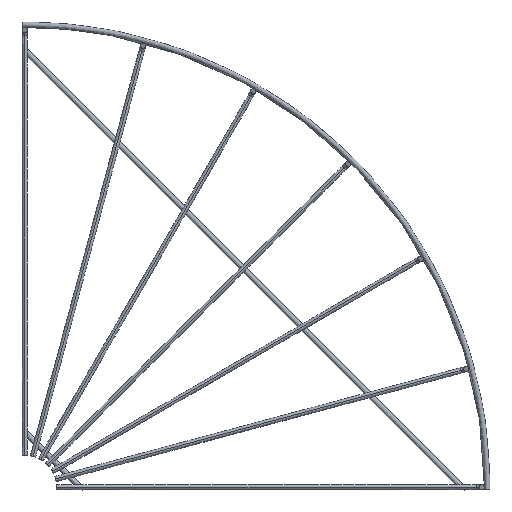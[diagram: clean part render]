
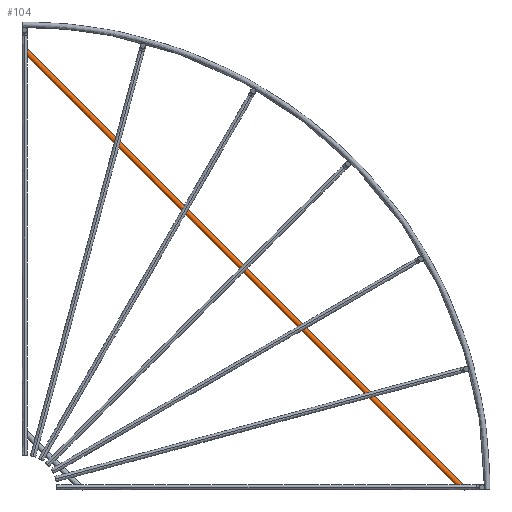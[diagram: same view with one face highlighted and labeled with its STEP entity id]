
A CAD part, top view. The second image highlights one B-rep face of the part: STEP entity #104.
In plain terms, the highlighted free-form (B-spline) face has degree [2, 1] with [5, 2] control points.
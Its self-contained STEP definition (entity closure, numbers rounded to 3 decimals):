
#104=ADVANCED_FACE('',(#176),#904,.T.);
#176=FACE_OUTER_BOUND('',#248,.T.);
#248=EDGE_LOOP('',(#471,#472,#473,#474,#475,#476));
#471=ORIENTED_EDGE('',*,*,#625,.T.);
#472=ORIENTED_EDGE('',*,*,#626,.T.);
#473=ORIENTED_EDGE('',*,*,#627,.T.);
#474=ORIENTED_EDGE('',*,*,#622,.T.);
#475=ORIENTED_EDGE('',*,*,#619,.T.);
#476=ORIENTED_EDGE('',*,*,#628,.F.);
#619=EDGE_CURVE('',#837,#839,#665,.T.);
#622=EDGE_CURVE('',#841,#837,#668,.T.);
#625=EDGE_CURVE('',#843,#844,#671,.T.);
#626=EDGE_CURVE('',#844,#838,#672,.T.);
#627=EDGE_CURVE('',#838,#841,#765,.T.);
#628=EDGE_CURVE('',#843,#839,#766,.T.);
#665=B_SPLINE_CURVE_WITH_KNOTS('',3,(#3091,#3092,#3093,#3094,#3095,#3096,
#3097,#3098,#3099,#3100,#3101,#3102,#3103,#3104),.UNSPECIFIED.,.F.,.F.,
(4,2,2,2,2,2,4),(0.,1.106,2.21,2.78,
3.349,3.925,4.502),.UNSPECIFIED.);
#668=B_SPLINE_CURVE_WITH_KNOTS('',3,(#3131,#3132,#3133,#3134,#3135,#3136,
#3137,#3138,#3139,#3140,#3141,#3142),.UNSPECIFIED.,.F.,.F.,(4,2,2,2,2,4),
(13.513,14.113,14.664,15.803,16.911,
18.021),.UNSPECIFIED.);
#671=B_SPLINE_CURVE_WITH_KNOTS('',3,(#3169,#3170,#3171,#3172,#3173,#3174,
#3175,#3176,#3177,#3178,#3179,#3180,#3181,#3182),.UNSPECIFIED.,.F.,.F.,
(4,2,2,2,2,2,4),(13.519,14.096,14.672,15.242,
15.811,16.916,18.021),.UNSPECIFIED.);
#672=B_SPLINE_CURVE_WITH_KNOTS('',3,(#3183,#3184,#3185,#3186,#3187,#3188,
#3189,#3190,#3191,#3192,#3193,#3194),.UNSPECIFIED.,.F.,.F.,(4,2,2,2,2,4),
(18.021,19.131,20.239,21.378,21.929,
22.53),.UNSPECIFIED.);
#765=(
BOUNDED_CURVE()
B_SPLINE_CURVE(1,(#3195,#3196),.UNSPECIFIED.,.F.,.F.)
B_SPLINE_CURVE_WITH_KNOTS((2,2),(-0.973,543.037),
 .UNSPECIFIED.)
CURVE()
GEOMETRIC_REPRESENTATION_ITEM()
RATIONAL_B_SPLINE_CURVE((1.,1.))
REPRESENTATION_ITEM('')
);
#766=(
BOUNDED_CURVE()
B_SPLINE_CURVE(1,(#3197,#3198),.UNSPECIFIED.,.F.,.F.)
B_SPLINE_CURVE_WITH_KNOTS((2,2),(-5.673,547.737),
 .UNSPECIFIED.)
CURVE()
GEOMETRIC_REPRESENTATION_ITEM()
RATIONAL_B_SPLINE_CURVE((1.,1.))
REPRESENTATION_ITEM('')
);
#837=VERTEX_POINT('',#3083);
#838=VERTEX_POINT('',#3084);
#839=VERTEX_POINT('',#3085);
#841=VERTEX_POINT('',#3087);
#843=VERTEX_POINT('',#3089);
#844=VERTEX_POINT('',#3090);
#904=(
BOUNDED_SURFACE()
B_SPLINE_SURFACE(2,1,((#3073,#3074),(#3075,#3076),(#3077,#3078),(#3079,
#3080),(#3081,#3082)),.UNSPECIFIED.,.F.,.F.,.F.)
B_SPLINE_SURFACE_WITH_KNOTS((3,2,3),(2,2),(7.383,11.074,
14.765),(-10.,555.387),.UNSPECIFIED.)
GEOMETRIC_REPRESENTATION_ITEM()
RATIONAL_B_SPLINE_SURFACE(((1.,1.),(0.707,0.707),
(1.,1.),(0.707,0.707),(1.,1.)))
REPRESENTATION_ITEM('')
SURFACE()
);
#3073=CARTESIAN_POINT('',(-5.409,392.033,2.35));
#3074=CARTESIAN_POINT('',(394.376,-7.759,2.35));
#3075=CARTESIAN_POINT('',(-5.409,392.033,4.7));
#3076=CARTESIAN_POINT('',(394.376,-7.759,4.7));
#3077=CARTESIAN_POINT('',(-7.071,390.371,4.7));
#3078=CARTESIAN_POINT('',(392.714,-9.421,4.7));
#3079=CARTESIAN_POINT('',(-8.733,388.709,4.7));
#3080=CARTESIAN_POINT('',(391.052,-11.083,4.7));
#3081=CARTESIAN_POINT('',(-8.733,388.709,2.35));
#3082=CARTESIAN_POINT('',(391.052,-11.083,2.35));
#3083=CARTESIAN_POINT('',(385.643,-2.35,4.7));
#3084=CARTESIAN_POINT('',(-2.35,382.327,2.35));
#3085=CARTESIAN_POINT('',(388.966,-2.35,2.35));
#3087=CARTESIAN_POINT('',(382.32,-2.35,2.35));
#3089=CARTESIAN_POINT('',(-2.35,388.973,2.35));
#3090=CARTESIAN_POINT('',(-2.35,385.65,4.7));
#3091=CARTESIAN_POINT('',(385.643,-2.35,4.7));
#3092=CARTESIAN_POINT('',(386.009,-2.35,4.7));
#3093=CARTESIAN_POINT('',(386.379,-2.35,4.657));
#3094=CARTESIAN_POINT('',(387.09,-2.35,4.482));
#3095=CARTESIAN_POINT('',(387.439,-2.35,4.348));
#3096=CARTESIAN_POINT('',(387.92,-2.35,4.068));
#3097=CARTESIAN_POINT('',(388.076,-2.35,3.959));
#3098=CARTESIAN_POINT('',(388.362,-2.35,3.711));
#3099=CARTESIAN_POINT('',(388.492,-2.35,3.572));
#3100=CARTESIAN_POINT('',(388.715,-2.35,3.263));
#3101=CARTESIAN_POINT('',(388.807,-2.35,3.094));
#3102=CARTESIAN_POINT('',(388.933,-2.35,2.731));
#3103=CARTESIAN_POINT('',(388.966,-2.35,2.542));
#3104=CARTESIAN_POINT('',(388.966,-2.35,2.35));
#3131=CARTESIAN_POINT('',(382.32,-2.35,2.35));
#3132=CARTESIAN_POINT('',(382.32,-2.35,2.551));
#3133=CARTESIAN_POINT('',(382.356,-2.35,2.747));
#3134=CARTESIAN_POINT('',(382.487,-2.35,3.108));
#3135=CARTESIAN_POINT('',(382.576,-2.35,3.269));
#3136=CARTESIAN_POINT('',(382.905,-2.35,3.726));
#3137=CARTESIAN_POINT('',(383.204,-2.35,3.974));
#3138=CARTESIAN_POINT('',(383.847,-2.35,4.348));
#3139=CARTESIAN_POINT('',(384.196,-2.35,4.482));
#3140=CARTESIAN_POINT('',(384.907,-2.35,4.657));
#3141=CARTESIAN_POINT('',(385.277,-2.35,4.7));
#3142=CARTESIAN_POINT('',(385.643,-2.35,4.7));
#3169=CARTESIAN_POINT('',(-2.35,388.973,2.35));
#3170=CARTESIAN_POINT('',(-2.35,388.973,2.542));
#3171=CARTESIAN_POINT('',(-2.35,388.94,2.731));
#3172=CARTESIAN_POINT('',(-2.35,388.814,3.094));
#3173=CARTESIAN_POINT('',(-2.35,388.722,3.263));
#3174=CARTESIAN_POINT('',(-2.35,388.499,3.572));
#3175=CARTESIAN_POINT('',(-2.35,388.369,3.711));
#3176=CARTESIAN_POINT('',(-2.35,388.083,3.959));
#3177=CARTESIAN_POINT('',(-2.35,387.927,4.068));
#3178=CARTESIAN_POINT('',(-2.35,387.446,4.348));
#3179=CARTESIAN_POINT('',(-2.35,387.097,4.482));
#3180=CARTESIAN_POINT('',(-2.35,386.386,4.657));
#3181=CARTESIAN_POINT('',(-2.35,386.016,4.7));
#3182=CARTESIAN_POINT('',(-2.35,385.65,4.7));
#3183=CARTESIAN_POINT('',(-2.35,385.65,4.7));
#3184=CARTESIAN_POINT('',(-2.35,385.284,4.7));
#3185=CARTESIAN_POINT('',(-2.35,384.914,4.657));
#3186=CARTESIAN_POINT('',(-2.35,384.203,4.482));
#3187=CARTESIAN_POINT('',(-2.35,383.854,4.348));
#3188=CARTESIAN_POINT('',(-2.35,383.211,3.974));
#3189=CARTESIAN_POINT('',(-2.35,382.912,3.726));
#3190=CARTESIAN_POINT('',(-2.35,382.582,3.27));
#3191=CARTESIAN_POINT('',(-2.35,382.494,3.108));
#3192=CARTESIAN_POINT('',(-2.35,382.363,2.747));
#3193=CARTESIAN_POINT('',(-2.35,382.327,2.551));
#3194=CARTESIAN_POINT('',(-2.35,382.327,2.35));
#3195=CARTESIAN_POINT('',(-2.35,382.327,2.35));
#3196=CARTESIAN_POINT('',(382.32,-2.35,2.35));
#3197=CARTESIAN_POINT('',(-2.35,388.973,2.35));
#3198=CARTESIAN_POINT('',(388.966,-2.35,2.35));
